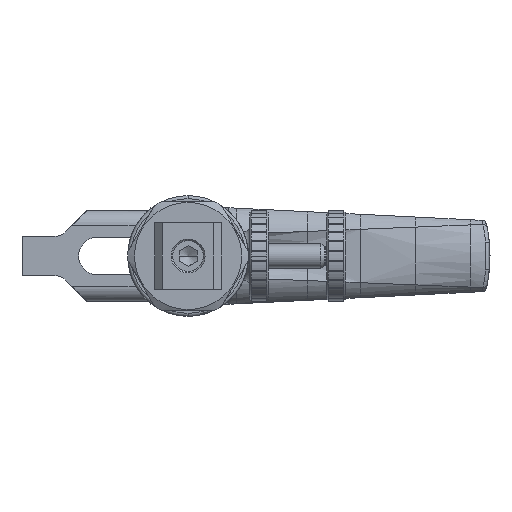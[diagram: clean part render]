
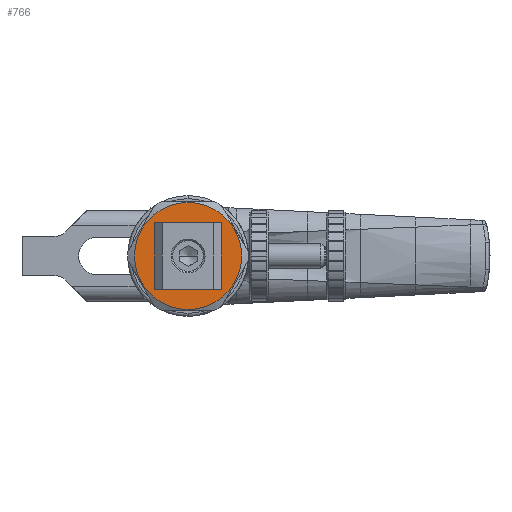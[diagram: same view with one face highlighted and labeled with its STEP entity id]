
A CAD part, front view. The second image highlights one B-rep face of the part: STEP entity #766.
In plain terms, the highlighted planar face has unit normal (0, -1, 0).
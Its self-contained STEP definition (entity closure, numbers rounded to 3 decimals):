
#766=ADVANCED_FACE('',(#2153,#2154),#2155,.T.);
#2153=FACE_OUTER_BOUND('',#4215,.T.);
#2154=FACE_BOUND('',#4216,.T.);
#2155=PLANE('',#4217);
#4215=EDGE_LOOP('',(#7557,#7558));
#4216=EDGE_LOOP('',(#7559,#7560));
#4217=AXIS2_PLACEMENT_3D('',#7561,#7562,#7563);
#7557=ORIENTED_EDGE('',*,*,#12838,.F.);
#7558=ORIENTED_EDGE('',*,*,#12911,.F.);
#7559=ORIENTED_EDGE('',*,*,#12886,.T.);
#7560=ORIENTED_EDGE('',*,*,#12882,.T.);
#7561=CARTESIAN_POINT('',(0.0,0.0,17.75));
#7562=DIRECTION('',(0.0,-1.0,0.0));
#7563=DIRECTION('',(1.0,0.0,0.0));
#12838=EDGE_CURVE('',#15030,#15033,#15034,.T.);
#12882=EDGE_CURVE('',#15107,#15105,#15108,.T.);
#12886=EDGE_CURVE('',#15105,#15107,#15112,.T.);
#12911=EDGE_CURVE('',#15033,#15030,#15143,.T.);
#15030=VERTEX_POINT('',#18145);
#15033=VERTEX_POINT('',#18149);
#15034=CIRCLE('',#18150,17.75);
#15105=VERTEX_POINT('',#18270);
#15107=VERTEX_POINT('',#18273);
#15108=CIRCLE('',#18274,6.35);
#15112=CIRCLE('',#18279,6.35);
#15143=CIRCLE('',#18346,17.75);
#18145=CARTESIAN_POINT('',(0.0,0.0,17.75));
#18149=CARTESIAN_POINT('',(0.,0.0,-17.75));
#18150=AXIS2_PLACEMENT_3D('',#23536,#23537,#23538);
#18270=CARTESIAN_POINT('',(6.35,0.0,0.));
#18273=CARTESIAN_POINT('',(-6.35,0.0,0.));
#18274=AXIS2_PLACEMENT_3D('',#23604,#23605,#23606);
#18279=AXIS2_PLACEMENT_3D('',#23611,#23612,#23613);
#18346=AXIS2_PLACEMENT_3D('',#23650,#23651,#23652);
#23536=CARTESIAN_POINT('',(0.0,0.0,0.));
#23537=DIRECTION('',(0.0,1.0,0.0));
#23538=DIRECTION('',(0.0,0.0,1.0));
#23604=CARTESIAN_POINT('',(0.0,0.0,0.));
#23605=DIRECTION('',(0.0,1.0,0.0));
#23606=DIRECTION('',(0.0,0.0,-1.0));
#23611=CARTESIAN_POINT('',(0.0,0.0,0.));
#23612=DIRECTION('',(0.0,1.0,0.0));
#23613=DIRECTION('',(0.0,0.0,-1.0));
#23650=CARTESIAN_POINT('',(0.0,0.0,0.));
#23651=DIRECTION('',(0.0,1.0,0.0));
#23652=DIRECTION('',(0.0,0.0,1.0));
